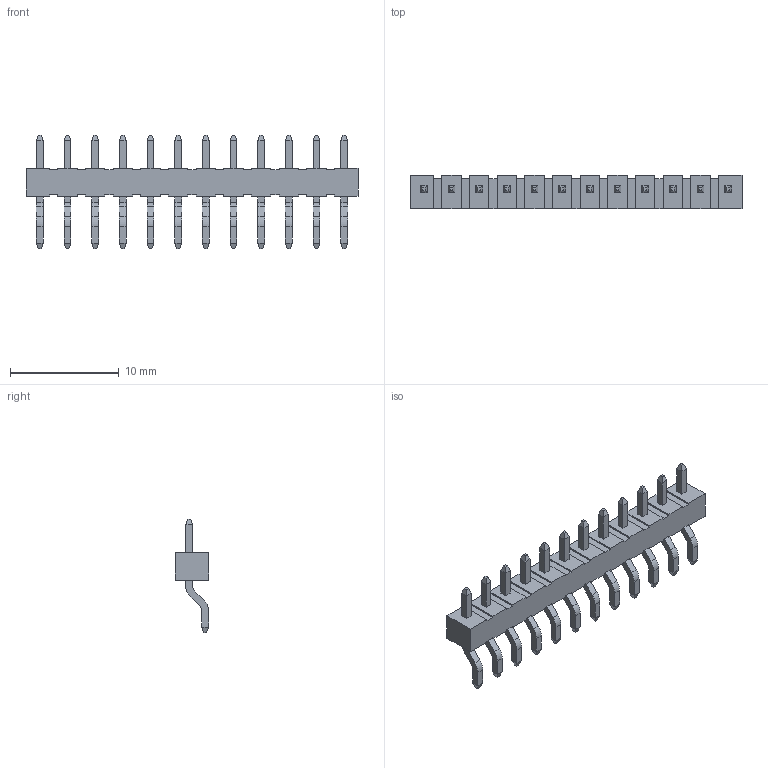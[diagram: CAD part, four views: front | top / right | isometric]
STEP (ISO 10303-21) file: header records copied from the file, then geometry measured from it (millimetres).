
FILE_DESCRIPTION(/* description */ ('STEP AP214'),/* implementation_level */ '2;1');
FILE_NAME(/* name */ 'TSM-112-04-T-SH',/* time_stamp */ '2023-11-01T14:29:09+01:00',/* author */ ('License CC BY-ND 4.0'),/* organization */ ('CADENAS'),/* preprocessor_version */ 'ST-DEVELOPER v19.3',/* originating_system */ 'PARTsolutions',/* authorisation */ ' ');
FILE_SCHEMA (('AUTOMOTIVE_DESIGN {1 0 10303 214 3 1 1}'));
Length unit declared in the file: inch
Products named in the file (3): TSM-112-04-T-SH; T-1S6-07(-04-12-SH); TSM-112-04-SH_body
Assembly tree (2 placements, depth 2):
  TSM-112-04-T-SH
    T-1S6-07(-04-12-SH)
    TSM-112-04-SH_body
Bounding box: 30.48 x 3.05 x 10.41 mm (x, y, z)
Volume: 265.8 mm3; surface area: 806.8 mm2
Topology: 2 solids, 2 shells, 428 faces, 1176 edges, 752 vertices
Faces by surface type: plane 380, cylinder 48
Entity records: 13394 total; most frequent: CARTESIAN_POINT 2359, ORIENTED_EDGE 2352, DIRECTION 2134, EDGE_CURVE 1176, LINE 1080, VECTOR 1080, VERTEX_POINT 752, AXIS2_PLACEMENT_3D 527
